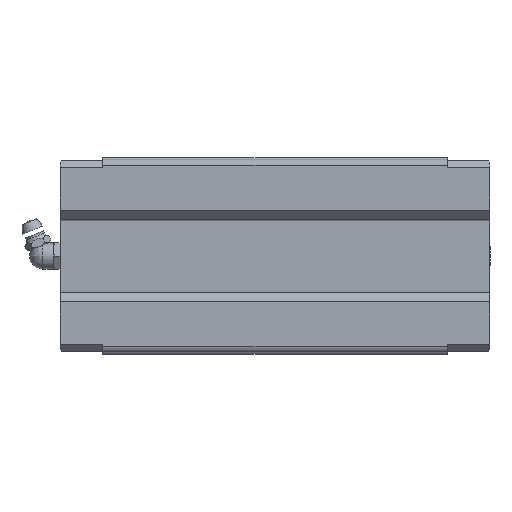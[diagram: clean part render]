
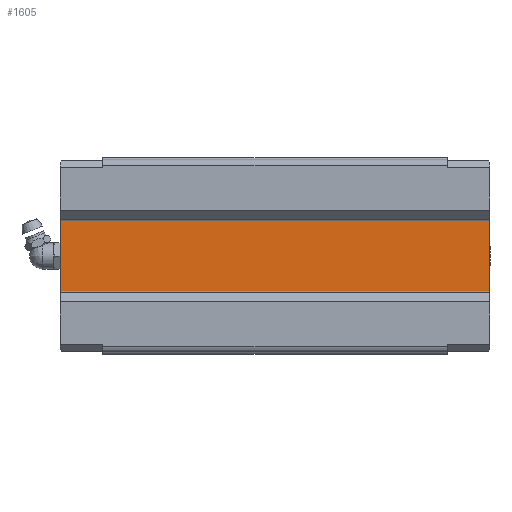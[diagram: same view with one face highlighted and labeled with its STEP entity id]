
A CAD part, front view. The second image highlights one B-rep face of the part: STEP entity #1605.
In plain terms, the highlighted planar face has unit normal (0, -1, 0).
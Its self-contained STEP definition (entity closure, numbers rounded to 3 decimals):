
#482 = AXIS2_PLACEMENT_3D ( 'NONE', #1537, #3974, #3137 ) ;
#591 = DIRECTION ( 'NONE',  ( -1., 0., 0. ) ) ;
#666 = ORIENTED_EDGE ( 'NONE', *, *, #1829, .T. ) ;
#1086 = ORIENTED_EDGE ( 'NONE', *, *, #3738, .T. ) ;
#1110 = VERTEX_POINT ( 'NONE', #2835 ) ;
#1184 = CARTESIAN_POINT ( 'NONE',  ( -65.5, 16., 11.147 ) ) ;
#1343 = EDGE_LOOP ( 'NONE', ( #4056, #666, #1086, #1803 ) ) ;
#1371 = CARTESIAN_POINT ( 'NONE',  ( 65.5, 16., 11.147 ) ) ;
#1509 = FACE_OUTER_BOUND ( 'NONE', #1343, .T. ) ;
#1537 = CARTESIAN_POINT ( 'NONE',  ( 65.5, 16., -11.147 ) ) ;
#1595 = VERTEX_POINT ( 'NONE', #1939 ) ;
#1605 = ADVANCED_FACE ( 'NONE', ( #1509 ), #4821, .T. ) ;
#1741 = LINE ( 'NONE', #4997, #1840 ) ;
#1803 = ORIENTED_EDGE ( 'NONE', *, *, #2284, .T. ) ;
#1829 = EDGE_CURVE ( 'NONE', #4817, #2563, #3768, .T. ) ;
#1840 = VECTOR ( 'NONE', #4601, 1000. ) ;
#1939 = CARTESIAN_POINT ( 'NONE',  ( -65.5, 16., -11.147 ) ) ;
#2231 = CARTESIAN_POINT ( 'NONE',  ( 65.5, 16., -11.147 ) ) ;
#2284 = EDGE_CURVE ( 'NONE', #1595, #1110, #1741, .T. ) ;
#2563 = VERTEX_POINT ( 'NONE', #1184 ) ;
#2610 = VECTOR ( 'NONE', #591, 1000. ) ;
#2819 = CARTESIAN_POINT ( 'NONE',  ( -65.5, 16., -11.147 ) ) ;
#2835 = CARTESIAN_POINT ( 'NONE',  ( 65.5, 16., -11.147 ) ) ;
#2861 = CARTESIAN_POINT ( 'NONE',  ( 65.5, 16., 11.147 ) ) ;
#2954 = VECTOR ( 'NONE', #5143, 1000. ) ;
#2973 = VECTOR ( 'NONE', #4740, 1000. ) ;
#3137 = DIRECTION ( 'NONE',  ( 0., 0., -1. ) ) ;
#3302 = EDGE_CURVE ( 'NONE', #1110, #4817, #5118, .T. ) ;
#3738 = EDGE_CURVE ( 'NONE', #2563, #1595, #4350, .T. ) ;
#3768 = LINE ( 'NONE', #1371, #2610 ) ;
#3974 = DIRECTION ( 'NONE',  ( 0., -1., 0. ) ) ;
#4056 = ORIENTED_EDGE ( 'NONE', *, *, #3302, .T. ) ;
#4350 = LINE ( 'NONE', #2819, #2973 ) ;
#4601 = DIRECTION ( 'NONE',  ( 1., 0., 0. ) ) ;
#4740 = DIRECTION ( 'NONE',  ( 0., 0., -1. ) ) ;
#4817 = VERTEX_POINT ( 'NONE', #2861 ) ;
#4821 = PLANE ( 'NONE',  #482 ) ;
#4997 = CARTESIAN_POINT ( 'NONE',  ( 65.5, 16., -11.147 ) ) ;
#5118 = LINE ( 'NONE', #2231, #2954 ) ;
#5143 = DIRECTION ( 'NONE',  ( 0., 0., 1. ) ) ;
